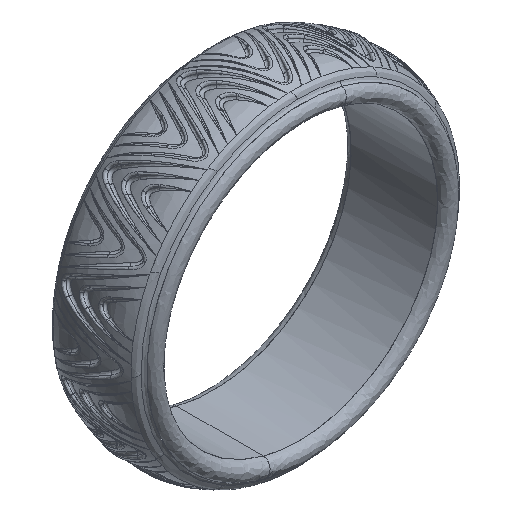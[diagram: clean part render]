
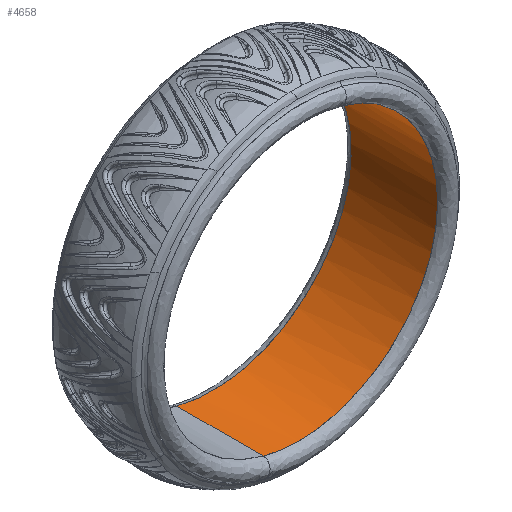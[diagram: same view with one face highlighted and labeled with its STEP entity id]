
A CAD part, isometric view. The second image highlights one B-rep face of the part: STEP entity #4658.
In plain terms, the highlighted free-form (B-spline) face has degree [2, 1] with [5, 2] control points.
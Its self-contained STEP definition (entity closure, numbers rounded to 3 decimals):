
#4658 = ADVANCED_FACE('',(#4659),#4695,.T.);
#4659 = FACE_BOUND('',#4660,.T.);
#4660 = EDGE_LOOP('',(#4661,#4670,#4680,#4687));
#4661 = ORIENTED_EDGE('',*,*,#4662,.F.);
#4662 = EDGE_CURVE('',#4663,#4665,#4667,.T.);
#4663 = VERTEX_POINT('',#4664);
#4664 = CARTESIAN_POINT('',(3.068,3.704,
    11.45));
#4665 = VERTEX_POINT('',#4666);
#4666 = CARTESIAN_POINT('',(3.068,-3.704,
    11.45));
#4667 = B_SPLINE_CURVE_WITH_KNOTS('',1,(#4668,#4669),.UNSPECIFIED.,.F.,
  .F.,(2,2),(0.,5.),.PIECEWISE_BEZIER_KNOTS.);
#4668 = CARTESIAN_POINT('',(3.068,3.704,
    11.45));
#4669 = CARTESIAN_POINT('',(3.068,-3.704,
    11.45));
#4670 = ORIENTED_EDGE('',*,*,#4671,.F.);
#4671 = EDGE_CURVE('',#4672,#4663,#4674,.T.);
#4672 = VERTEX_POINT('',#4673);
#4673 = CARTESIAN_POINT('',(-3.068,3.704,
    -11.45));
#4674 = ( BOUNDED_CURVE() B_SPLINE_CURVE(2,(#4675,#4676,#4677,#4678,
#4679),.UNSPECIFIED.,.F.,.F.) B_SPLINE_CURVE_WITH_KNOTS((3,2,3),(0.,
1.571,3.142),.PIECEWISE_BEZIER_KNOTS.) CURVE() 
GEOMETRIC_REPRESENTATION_ITEM() RATIONAL_B_SPLINE_CURVE((1.,
0.707,1.,0.707,1.)) REPRESENTATION_ITEM('') );
#4675 = CARTESIAN_POINT('',(-3.068,3.704,
    -11.45));
#4676 = CARTESIAN_POINT('',(8.382,3.704,
    -14.518));
#4677 = CARTESIAN_POINT('',(11.45,3.704,
    -3.068));
#4678 = CARTESIAN_POINT('',(14.518,3.704,8.382)
  );
#4679 = CARTESIAN_POINT('',(3.068,3.704,11.45)
  );
#4680 = ORIENTED_EDGE('',*,*,#4681,.F.);
#4681 = EDGE_CURVE('',#4682,#4672,#4684,.T.);
#4682 = VERTEX_POINT('',#4683);
#4683 = CARTESIAN_POINT('',(-3.068,-3.704,
    -11.45));
#4684 = B_SPLINE_CURVE_WITH_KNOTS('',1,(#4685,#4686),.UNSPECIFIED.,.F.,
  .F.,(2,2),(0.,5.),.PIECEWISE_BEZIER_KNOTS.);
#4685 = CARTESIAN_POINT('',(-3.068,-3.704,
    -11.45));
#4686 = CARTESIAN_POINT('',(-3.068,3.704,
    -11.45));
#4687 = ORIENTED_EDGE('',*,*,#4688,.F.);
#4688 = EDGE_CURVE('',#4665,#4682,#4689,.T.);
#4689 = ( BOUNDED_CURVE() B_SPLINE_CURVE(2,(#4690,#4691,#4692,#4693,
#4694),.UNSPECIFIED.,.F.,.F.) B_SPLINE_CURVE_WITH_KNOTS((3,2,3),(0.,
1.571,3.142),.PIECEWISE_BEZIER_KNOTS.) CURVE() 
GEOMETRIC_REPRESENTATION_ITEM() RATIONAL_B_SPLINE_CURVE((1.,
0.707,1.,0.707,1.)) REPRESENTATION_ITEM('') );
#4690 = CARTESIAN_POINT('',(3.068,-3.704,
    11.45));
#4691 = CARTESIAN_POINT('',(14.518,-3.704,
    8.382));
#4692 = CARTESIAN_POINT('',(11.45,-3.704,
    -3.068));
#4693 = CARTESIAN_POINT('',(8.382,-3.704,
    -14.518));
#4694 = CARTESIAN_POINT('',(-3.068,-3.704,
    -11.45));
#4695 = ( BOUNDED_SURFACE() B_SPLINE_SURFACE(2,1,(
    (#4696,#4697)
    ,(#4698,#4699)
    ,(#4700,#4701)
    ,(#4702,#4703)
    ,(#4704,#4705
)),.UNSPECIFIED.,.F.,.F.,.F.) B_SPLINE_SURFACE_WITH_KNOTS((3,2,3),(2,2),
  (3.142,4.712,6.283),(0.,5.),
.PIECEWISE_BEZIER_KNOTS.) GEOMETRIC_REPRESENTATION_ITEM() 
RATIONAL_B_SPLINE_SURFACE((
    (1.,1.)
    ,(0.707,0.707)
    ,(1.,1.)
    ,(0.707,0.707)
,(1.,1.))) REPRESENTATION_ITEM('') SURFACE() );
#4696 = CARTESIAN_POINT('',(3.068,3.704,
    11.45));
#4697 = CARTESIAN_POINT('',(3.068,-3.704,
    11.45));
#4698 = CARTESIAN_POINT('',(14.518,3.704,
    8.382));
#4699 = CARTESIAN_POINT('',(14.518,-3.704,8.382
    ));
#4700 = CARTESIAN_POINT('',(11.45,3.704,
    -3.068));
#4701 = CARTESIAN_POINT('',(11.45,-3.704,
    -3.068));
#4702 = CARTESIAN_POINT('',(8.382,3.704,
    -14.518));
#4703 = CARTESIAN_POINT('',(8.382,-3.704,
    -14.518));
#4704 = CARTESIAN_POINT('',(-3.068,3.704,
    -11.45));
#4705 = CARTESIAN_POINT('',(-3.068,-3.704,
    -11.45));
